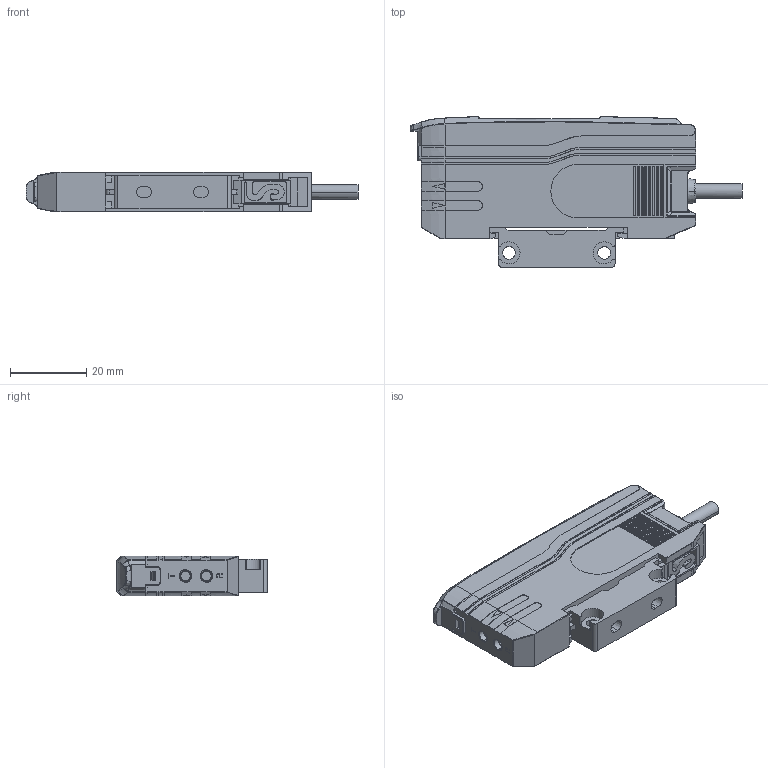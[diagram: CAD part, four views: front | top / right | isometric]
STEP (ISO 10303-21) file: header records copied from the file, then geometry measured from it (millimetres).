
FILE_DESCRIPTION((''),'2;1');
FILE_NAME('ER2-23H_ASM','2021-06-10T10:09:09',('Administrator'),(''),'CREO PARAMETRIC BY PTC INC, 2018400','CREO PARAMETRIC BY PTC INC, 2018400','');
FILE_SCHEMA(('CONFIG_CONTROL_DESIGN'));
Products named in the file (8): PRT0001SP_1___; PRT0001SP_1_1_; PRT0001SP__; PRT0001S__; PRT0001SP____ASM; PRT0003SP_1-__; PLASTIC_BASE_1-__; ER2-23H_ASM
Assembly tree (7 placements, depth 3):
  ER2-23H_ASM
    PRT0001SP____ASM
      PRT0001SP_1___
      PRT0001SP_1_1_
      PRT0001SP__
      PRT0001S__
    PRT0003SP_1-__
    PLASTIC_BASE_1-__
Bounding box: 87.2 x 39.59 x 10.5 mm (x, y, z)
Volume: 19760.8 mm3; surface area: 21209.8 mm2
Topology: 6 solids, 8 shells, 1809 faces, 4778 edges, 3094 vertices
Faces by surface type: plane 1138, cylinder 363, bspline 161, extrusion 89, torus 34, cone 18, sphere 6
Entity records: 65716 total; most frequent: CARTESIAN_POINT 21484, ORIENTED_EDGE 9550, DIRECTION 8420, EDGE_CURVE 4775, VECTOR 3486, LINE 3397, VERTEX_POINT 3094, AXIS2_PLACEMENT_3D 2467
